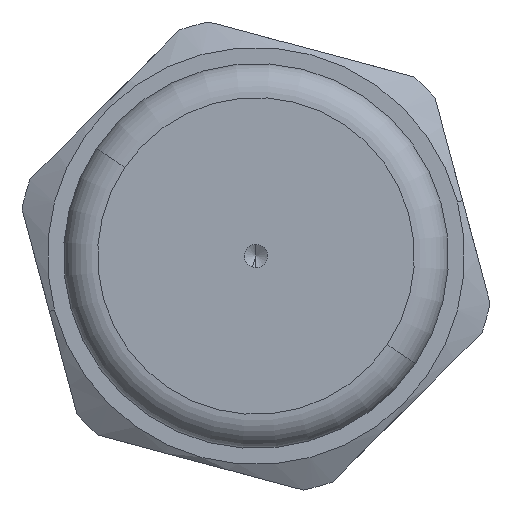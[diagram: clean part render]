
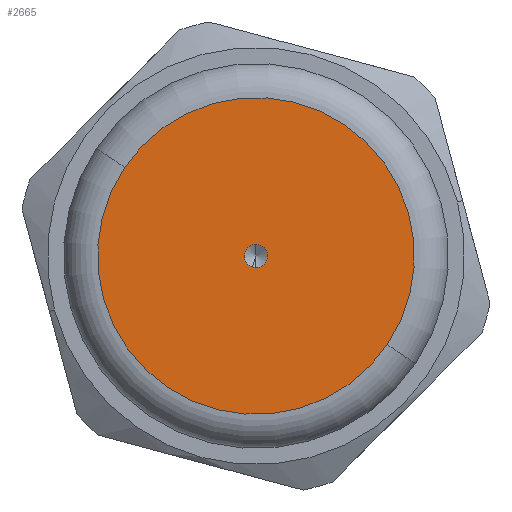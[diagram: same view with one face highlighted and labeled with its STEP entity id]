
A CAD part, left-side view. The second image highlights one B-rep face of the part: STEP entity #2665.
In plain terms, the highlighted planar face has unit normal (-1, 0, 0).
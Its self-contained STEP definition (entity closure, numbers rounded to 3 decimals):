
#1113 = CIRCLE ( 'NONE', #7800, 0.6 ) ;
#2665 = ADVANCED_FACE ( 'NONE', ( #16726, #30470 ), #46327, .T. ) ;
#4695 = CARTESIAN_POINT ( 'NONE',  ( -47.62, 0., 0. ) ) ;
#5289 = VERTEX_POINT ( 'NONE', #57090 ) ;
#7800 = AXIS2_PLACEMENT_3D ( 'NONE', #27334, #48693, #22324 ) ;
#9644 = VERTEX_POINT ( 'NONE', #40559 ) ;
#10921 = DIRECTION ( 'NONE',  ( -1., 0., 0. ) ) ;
#11063 = VERTEX_POINT ( 'NONE', #25337 ) ;
#13906 = DIRECTION ( 'NONE',  ( 1., 0., 0. ) ) ;
#15101 = CIRCLE ( 'NONE', #16121, 0.6 ) ;
#15158 = CIRCLE ( 'NONE', #51444, 8.23 ) ;
#16004 = EDGE_LOOP ( 'NONE', ( #37059, #49084 ) ) ;
#16121 = AXIS2_PLACEMENT_3D ( 'NONE', #44087, #30980, #17888 ) ;
#16726 = FACE_BOUND ( 'NONE', #55353, .T. ) ;
#17888 = DIRECTION ( 'NONE',  ( 0., -0.829, -0.56 ) ) ;
#19550 = CARTESIAN_POINT ( 'NONE',  ( -47.62, -0.497, -0.336 ) ) ;
#19710 = EDGE_CURVE ( 'NONE', #20642, #5289, #15101, .T. ) ;
#20642 = VERTEX_POINT ( 'NONE', #21438 ) ;
#21067 = EDGE_CURVE ( 'NONE', #11063, #9644, #45352, .T. ) ;
#21438 = CARTESIAN_POINT ( 'NONE',  ( -47.62, -0.497, -0.336 ) ) ;
#22324 = DIRECTION ( 'NONE',  ( 0., -0.829, -0.56 ) ) ;
#25337 = CARTESIAN_POINT ( 'NONE',  ( -47.62, -6.821, -4.605 ) ) ;
#26307 = DIRECTION ( 'NONE',  ( 1., 0., 0. ) ) ;
#27164 = DIRECTION ( 'NONE',  ( 0., -0.829, -0.56 ) ) ;
#27334 = CARTESIAN_POINT ( 'NONE',  ( -47.62, 0., 0. ) ) ;
#30470 = FACE_OUTER_BOUND ( 'NONE', #16004, .T. ) ;
#30980 = DIRECTION ( 'NONE',  ( 1., 0., 0. ) ) ;
#32834 = EDGE_CURVE ( 'NONE', #9644, #11063, #15158, .T. ) ;
#37059 = ORIENTED_EDGE ( 'NONE', *, *, #21067, .F. ) ;
#39664 = EDGE_CURVE ( 'NONE', #5289, #20642, #1113, .T. ) ;
#40178 = ORIENTED_EDGE ( 'NONE', *, *, #39664, .T. ) ;
#40559 = CARTESIAN_POINT ( 'NONE',  ( -47.62, 6.821, 4.605 ) ) ;
#41329 = DIRECTION ( 'NONE',  ( 0., 0.829, 0.56 ) ) ;
#44087 = CARTESIAN_POINT ( 'NONE',  ( -47.62, 0., 0. ) ) ;
#44937 = ORIENTED_EDGE ( 'NONE', *, *, #19710, .T. ) ;
#45352 = CIRCLE ( 'NONE', #51923, 8.23 ) ;
#46327 = PLANE ( 'NONE',  #47443 ) ;
#47443 = AXIS2_PLACEMENT_3D ( 'NONE', #19550, #10921, #41329 ) ;
#48244 = CARTESIAN_POINT ( 'NONE',  ( -47.62, 0., 0. ) ) ;
#48693 = DIRECTION ( 'NONE',  ( 1., 0., 0. ) ) ;
#49084 = ORIENTED_EDGE ( 'NONE', *, *, #32834, .F. ) ;
#51444 = AXIS2_PLACEMENT_3D ( 'NONE', #48244, #26307, #57097 ) ;
#51923 = AXIS2_PLACEMENT_3D ( 'NONE', #4695, #13906, #27164 ) ;
#55353 = EDGE_LOOP ( 'NONE', ( #44937, #40178 ) ) ;
#57090 = CARTESIAN_POINT ( 'NONE',  ( -47.62, 0.497, 0.336 ) ) ;
#57097 = DIRECTION ( 'NONE',  ( 0., -0.829, -0.56 ) ) ;
